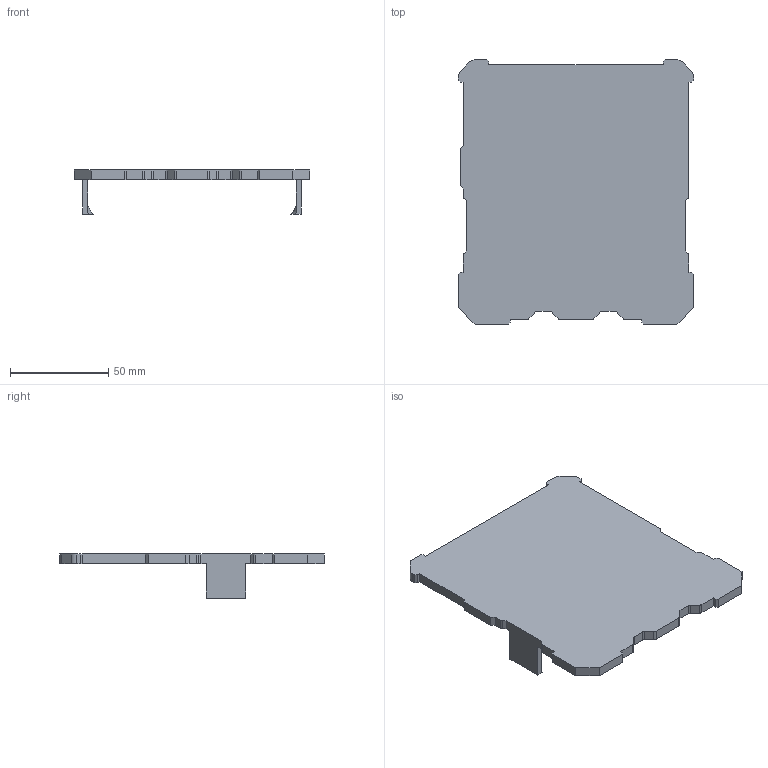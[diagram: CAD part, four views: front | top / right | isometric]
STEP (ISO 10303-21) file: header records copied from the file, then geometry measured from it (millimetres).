
FILE_DESCRIPTION(/* description */ (''),/* implementation_level */ '2;1');
FILE_NAME(/* name */ 'Tanmatsu Case Cover.step',/* time_stamp */ '2025-07-09T21:55:00+02:00',/* author */ (''),/* organization */ (''),/* preprocessor_version */ 'ST-DEVELOPER v20.1',/* originating_system */ 'Autodesk Translation Framework v14.10.0.0',/* authorisation */ '');
FILE_SCHEMA (('AUTOMOTIVE_DESIGN { 1 0 10303 214 3 1 1 }'));
Length unit declared in the file: millimetre
Products named in the file (1): (Unsaved)
Bounding box: 120 x 135 x 22.5 mm (x, y, z)
Volume: 51271.9 mm3; surface area: 35757.2 mm2
Topology: 1 solids, 1 shells, 154 faces, 450 edges, 300 vertices
Faces by surface type: plane 114, cylinder 26, bspline 12, torus 2
Entity records: 6020 total; most frequent: CARTESIAN_POINT 1977, ORIENTED_EDGE 900, DIRECTION 744, EDGE_CURVE 450, LINE 362, VECTOR 362, VERTEX_POINT 300, AXIS2_PLACEMENT_3D 191
